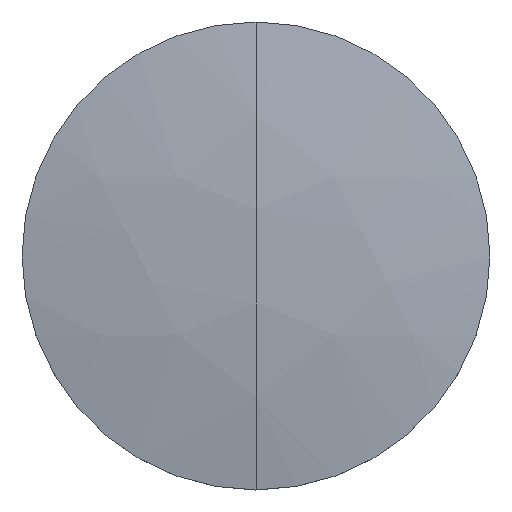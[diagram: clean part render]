
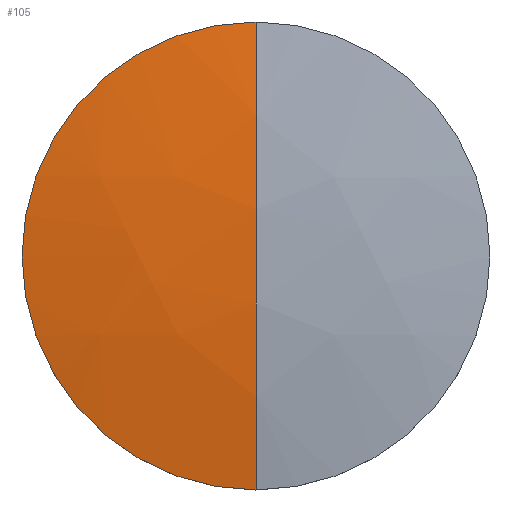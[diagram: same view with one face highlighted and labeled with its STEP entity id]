
A CAD part, top view. The second image highlights one B-rep face of the part: STEP entity #105.
In plain terms, the highlighted free-form (B-spline) face has degree [3, 3] with [4, 4] control points.
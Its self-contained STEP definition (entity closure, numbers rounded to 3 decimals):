
#5 = AXIS2_PLACEMENT_3D ( 'NONE', #112, #69, #91 ) ;
#12 = DIRECTION ( 'NONE',  ( 0., -1., 0. ) ) ;
#17 = CARTESIAN_POINT ( 'NONE',  ( 0., 19.05, 4.218 ) ) ;
#19 = CARTESIAN_POINT ( 'NONE',  ( -12.918, -6.502, 6.009 ) ) ;
#23 = EDGE_CURVE ( 'NONE', #183, #168, #135, .T. ) ;
#25 = DIRECTION ( 'NONE',  ( 1., 0., 0. ) ) ;
#28 = CIRCLE ( 'NONE', #169, 19.05 ) ;
#40 = CARTESIAN_POINT ( 'NONE',  ( -18.822, 19.276, 2.403 ) ) ;
#55 = ORIENTED_EDGE ( 'NONE', *, *, #23, .T. ) ;
#62 = CARTESIAN_POINT ( 'NONE',  ( 0., 19.276, 4.175 ) ) ;
#66 = CARTESIAN_POINT ( 'NONE',  ( -6.473, 6.502, 6.616 ) ) ;
#67 = ORIENTED_EDGE ( 'NONE', *, *, #255, .F. ) ;
#69 = DIRECTION ( 'NONE',  ( 0., 0., -1. ) ) ;
#86 = CARTESIAN_POINT ( 'NONE',  ( -6.32, -19.276, 4.175 ) ) ;
#87 = EDGE_LOOP ( 'NONE', ( #228, #55, #67 ) ) ;
#91 = DIRECTION ( 'NONE',  ( 1., 0., 0. ) ) ;
#97 = DIRECTION ( 'NONE',  ( -1., 0., 0. ) ) ;
#105 = ADVANCED_FACE ( 'NONE', ( #140 ), #208, .T. ) ;
#109 = CARTESIAN_POINT ( 'NONE',  ( -18.822, -19.276, 2.403 ) ) ;
#112 = CARTESIAN_POINT ( 'NONE',  ( 0., 0., 4.218 ) ) ;
#128 = CARTESIAN_POINT ( 'NONE',  ( 0., -19.05, 4.218 ) ) ;
#135 = CIRCLE ( 'NONE', #286, 102.7 ) ;
#140 = FACE_OUTER_BOUND ( 'NONE', #87, .T. ) ;
#160 = DIRECTION ( 'NONE',  ( 0., 0., -1. ) ) ;
#168 = VERTEX_POINT ( 'NONE', #17 ) ;
#169 = AXIS2_PLACEMENT_3D ( 'NONE', #210, #160, #25 ) ;
#177 = CARTESIAN_POINT ( 'NONE',  ( -12.918, 6.502, 6.009 ) ) ;
#178 = CARTESIAN_POINT ( 'NONE',  ( -19.278, 6.502, 4.801 ) ) ;
#183 = VERTEX_POINT ( 'NONE', #128 ) ;
#203 = CARTESIAN_POINT ( 'NONE',  ( -19.278, -6.502, 4.801 ) ) ;
#206 = CARTESIAN_POINT ( 'NONE',  ( 0., -19.276, 4.175 ) ) ;
#207 = CARTESIAN_POINT ( 'NONE',  ( -19.05, 0., 4.218 ) ) ;
#208 =( BOUNDED_SURFACE ( )  B_SPLINE_SURFACE ( 3, 3, ( 
 ( #206, #86, #227, #109 ),
 ( #244, #287, #19, #203 ),
 ( #292, #66, #177, #178 ),
 ( #62, #243, #290, #40 ) ),
 .UNSPECIFIED., .F., .F., .F. ) 
 B_SPLINE_SURFACE_WITH_KNOTS ( ( 4, 4 ),
 ( 4, 4 ),
 ( 0., 1. ),
 ( 0., 1. ),
 .UNSPECIFIED. ) 
 GEOMETRIC_REPRESENTATION_ITEM ( )  RATIONAL_B_SPLINE_SURFACE ( (
 ( 1., 0.997, 0.997, 1.),
 ( 0.988, 0.985, 0.985, 0.988),
 ( 0.988, 0.985, 0.985, 0.988),
 ( 1., 0.997, 0.997, 1.) ) ) 
 REPRESENTATION_ITEM ( '' )  SURFACE ( )  );
#210 = CARTESIAN_POINT ( 'NONE',  ( 0., 0., 4.218 ) ) ;
#227 = CARTESIAN_POINT ( 'NONE',  ( -12.613, -19.276, 3.583 ) ) ;
#228 = ORIENTED_EDGE ( 'NONE', *, *, #248, .F. ) ;
#243 = CARTESIAN_POINT ( 'NONE',  ( -6.32, 19.276, 4.175 ) ) ;
#244 = CARTESIAN_POINT ( 'NONE',  ( 0., -6.502, 6.616 ) ) ;
#248 = EDGE_CURVE ( 'NONE', #183, #252, #28, .T. ) ;
#252 = VERTEX_POINT ( 'NONE', #207 ) ;
#255 = EDGE_CURVE ( 'NONE', #252, #168, #263, .T. ) ;
#257 = CARTESIAN_POINT ( 'NONE',  ( 0., 0., -96.7 ) ) ;
#263 = CIRCLE ( 'NONE', #5, 19.05 ) ;
#286 = AXIS2_PLACEMENT_3D ( 'NONE', #257, #97, #12 ) ;
#287 = CARTESIAN_POINT ( 'NONE',  ( -6.473, -6.502, 6.616 ) ) ;
#290 = CARTESIAN_POINT ( 'NONE',  ( -12.613, 19.276, 3.583 ) ) ;
#292 = CARTESIAN_POINT ( 'NONE',  ( 0., 6.502, 6.616 ) ) ;
